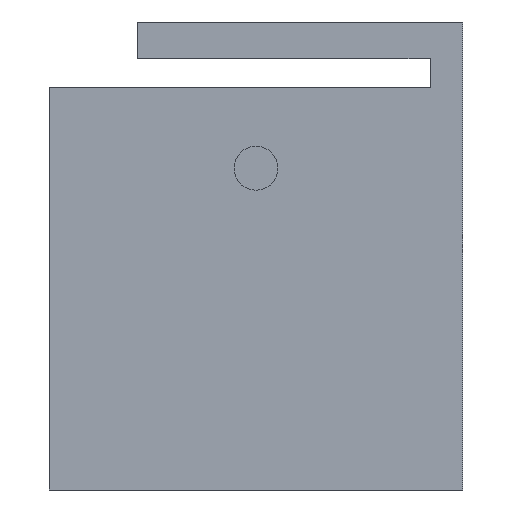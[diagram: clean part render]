
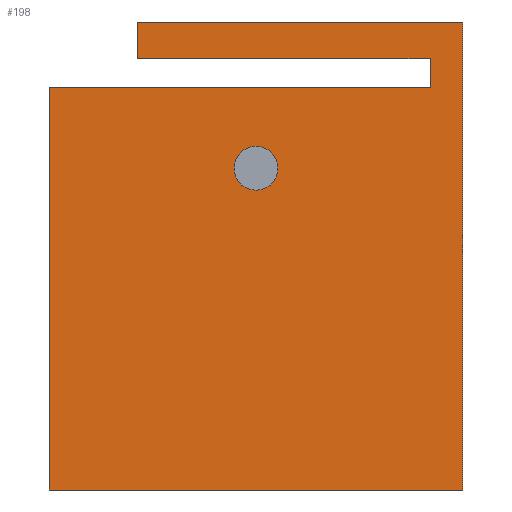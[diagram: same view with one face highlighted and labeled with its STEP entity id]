
A CAD part, left-side view. The second image highlights one B-rep face of the part: STEP entity #198.
In plain terms, the highlighted planar face has unit normal (-1, 0, 0).
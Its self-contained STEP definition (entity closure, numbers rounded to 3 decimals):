
#15 = EDGE_CURVE ( 'NONE', #1294, #1036, #208, .T. ) ;
#17 = CARTESIAN_POINT ( 'NONE',  ( -29.5, -28.3, 64. ) ) ;
#50 = EDGE_LOOP ( 'NONE', ( #893, #1157 ) ) ;
#51 = VECTOR ( 'NONE', #147, 1000. ) ;
#63 = FACE_BOUND ( 'NONE', #50, .T. ) ;
#67 = DIRECTION ( 'NONE',  ( 0., 1., 0. ) ) ;
#79 = CARTESIAN_POINT ( 'NONE',  ( -29.5, 0., 0. ) ) ;
#86 = AXIS2_PLACEMENT_3D ( 'NONE', #470, #1283, #458 ) ;
#99 = VECTOR ( 'NONE', #1047, 1000. ) ;
#125 = VERTEX_POINT ( 'NONE', #758 ) ;
#137 = CARTESIAN_POINT ( 'NONE',  ( -29.5, -28.3, 59. ) ) ;
#142 = EDGE_CURVE ( 'NONE', #658, #993, #584, .T. ) ;
#147 = DIRECTION ( 'NONE',  ( 0., -1., 0. ) ) ;
#153 = CIRCLE ( 'NONE', #86, 3. ) ;
#170 = LINE ( 'NONE', #572, #1298 ) ;
#175 = LINE ( 'NONE', #1095, #999 ) ;
#180 = ORIENTED_EDGE ( 'NONE', *, *, #715, .T. ) ;
#198 = ADVANCED_FACE ( 'NONE', ( #63, #891 ), #477, .T. ) ;
#208 = LINE ( 'NONE', #910, #99 ) ;
#222 = VECTOR ( 'NONE', #849, 1000. ) ;
#234 = LINE ( 'NONE', #17, #51 ) ;
#237 = CARTESIAN_POINT ( 'NONE',  ( -29.5, -28.3, 0. ) ) ;
#277 = DIRECTION ( 'NONE',  ( -1., 0., 0. ) ) ;
#301 = AXIS2_PLACEMENT_3D ( 'NONE', #1096, #277, #880 ) ;
#342 = LINE ( 'NONE', #137, #560 ) ;
#363 = VERTEX_POINT ( 'NONE', #515 ) ;
#366 = CARTESIAN_POINT ( 'NONE',  ( -29.5, 0., 47. ) ) ;
#404 = ORIENTED_EDGE ( 'NONE', *, *, #1211, .T. ) ;
#446 = VECTOR ( 'NONE', #464, 1000. ) ;
#458 = DIRECTION ( 'NONE',  ( 0., 0., 1. ) ) ;
#463 = CARTESIAN_POINT ( 'NONE',  ( -29.5, -28.3, 64. ) ) ;
#464 = DIRECTION ( 'NONE',  ( 0., 0., -1. ) ) ;
#466 = EDGE_LOOP ( 'NONE', ( #848, #711, #1234, #676, #404, #701, #180, #1231 ) ) ;
#470 = CARTESIAN_POINT ( 'NONE',  ( -29.5, 0., 44. ) ) ;
#477 = PLANE ( 'NONE',  #301 ) ;
#481 = DIRECTION ( 'NONE',  ( 0., 1., 0. ) ) ;
#515 = CARTESIAN_POINT ( 'NONE',  ( -29.5, 16.2, 59. ) ) ;
#560 = VECTOR ( 'NONE', #566, 1000. ) ;
#562 = CARTESIAN_POINT ( 'NONE',  ( -29.5, 0., 41. ) ) ;
#566 = DIRECTION ( 'NONE',  ( 0., -1., 0. ) ) ;
#572 = CARTESIAN_POINT ( 'NONE',  ( -29.5, 0., 55. ) ) ;
#576 = CARTESIAN_POINT ( 'NONE',  ( -29.5, 28.3, 0. ) ) ;
#584 = CIRCLE ( 'NONE', #810, 3. ) ;
#586 = EDGE_CURVE ( 'NONE', #993, #658, #153, .T. ) ;
#594 = EDGE_CURVE ( 'NONE', #1011, #1264, #175, .T. ) ;
#606 = EDGE_CURVE ( 'NONE', #1264, #1036, #1180, .T. ) ;
#658 = VERTEX_POINT ( 'NONE', #366 ) ;
#663 = CARTESIAN_POINT ( 'NONE',  ( -29.5, 28.3, 55. ) ) ;
#676 = ORIENTED_EDGE ( 'NONE', *, *, #679, .T. ) ;
#679 = EDGE_CURVE ( 'NONE', #1079, #363, #871, .T. ) ;
#682 = DIRECTION ( 'NONE',  ( 0., 0., 1. ) ) ;
#701 = ORIENTED_EDGE ( 'NONE', *, *, #881, .T. ) ;
#711 = ORIENTED_EDGE ( 'NONE', *, *, #594, .F. ) ;
#715 = EDGE_CURVE ( 'NONE', #812, #1294, #170, .T. ) ;
#716 = CARTESIAN_POINT ( 'NONE',  ( -29.5, -23.8, 55. ) ) ;
#732 = LINE ( 'NONE', #844, #222 ) ;
#758 = CARTESIAN_POINT ( 'NONE',  ( -29.5, -23.8, 59. ) ) ;
#764 = CARTESIAN_POINT ( 'NONE',  ( -29.5, 0., 44. ) ) ;
#775 = DIRECTION ( 'NONE',  ( 0., 0., -1. ) ) ;
#785 = VECTOR ( 'NONE', #481, 1000. ) ;
#810 = AXIS2_PLACEMENT_3D ( 'NONE', #764, #886, #682 ) ;
#812 = VERTEX_POINT ( 'NONE', #716 ) ;
#844 = CARTESIAN_POINT ( 'NONE',  ( -29.5, -23.8, 59. ) ) ;
#848 = ORIENTED_EDGE ( 'NONE', *, *, #606, .F. ) ;
#849 = DIRECTION ( 'NONE',  ( 0., 0., -1. ) ) ;
#871 = LINE ( 'NONE', #1277, #446 ) ;
#877 = EDGE_CURVE ( 'NONE', #1079, #1011, #234, .T. ) ;
#880 = DIRECTION ( 'NONE',  ( 0., 0., 1. ) ) ;
#881 = EDGE_CURVE ( 'NONE', #125, #812, #732, .T. ) ;
#886 = DIRECTION ( 'NONE',  ( 1., 0., 0. ) ) ;
#891 = FACE_OUTER_BOUND ( 'NONE', #466, .T. ) ;
#893 = ORIENTED_EDGE ( 'NONE', *, *, #142, .T. ) ;
#910 = CARTESIAN_POINT ( 'NONE',  ( -29.5, 28.3, 3. ) ) ;
#993 = VERTEX_POINT ( 'NONE', #562 ) ;
#999 = VECTOR ( 'NONE', #775, 1000. ) ;
#1011 = VERTEX_POINT ( 'NONE', #463 ) ;
#1020 = CARTESIAN_POINT ( 'NONE',  ( -29.5, 16.2, 64. ) ) ;
#1036 = VERTEX_POINT ( 'NONE', #576 ) ;
#1047 = DIRECTION ( 'NONE',  ( 0., 0., -1. ) ) ;
#1079 = VERTEX_POINT ( 'NONE', #1020 ) ;
#1095 = CARTESIAN_POINT ( 'NONE',  ( -29.5, -28.3, 3. ) ) ;
#1096 = CARTESIAN_POINT ( 'NONE',  ( -29.5, 0., 3. ) ) ;
#1157 = ORIENTED_EDGE ( 'NONE', *, *, #586, .T. ) ;
#1180 = LINE ( 'NONE', #79, #785 ) ;
#1211 = EDGE_CURVE ( 'NONE', #363, #125, #342, .T. ) ;
#1231 = ORIENTED_EDGE ( 'NONE', *, *, #15, .T. ) ;
#1234 = ORIENTED_EDGE ( 'NONE', *, *, #877, .F. ) ;
#1264 = VERTEX_POINT ( 'NONE', #237 ) ;
#1277 = CARTESIAN_POINT ( 'NONE',  ( -29.5, 16.2, 64. ) ) ;
#1283 = DIRECTION ( 'NONE',  ( 1., 0., 0. ) ) ;
#1294 = VERTEX_POINT ( 'NONE', #663 ) ;
#1298 = VECTOR ( 'NONE', #67, 1000. ) ;
